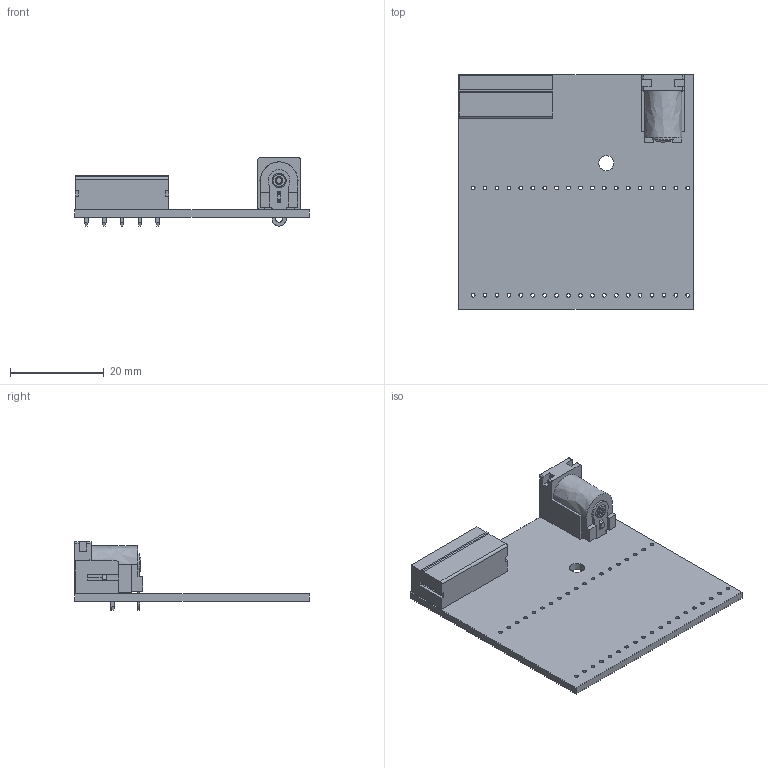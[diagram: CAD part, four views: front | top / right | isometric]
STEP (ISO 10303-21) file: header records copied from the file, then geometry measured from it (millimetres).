
FILE_DESCRIPTION(('KiCad electronic assembly'),'2;1');
FILE_NAME('NodeMCU-32S-RGBWA-LED-driver.step','2022-01-01T23:53:13',( 'Pcbnew'),('Kicad'),'Open CASCADE STEP processor 7.5', 'KiCad to STEP converter','Unknown');
FILE_SCHEMA(('AUTOMOTIVE_DESIGN { 1 0 10303 214 1 1 1 1 }'));
Length unit declared in the file: millimetre
Products named in the file (6): NodeMCU-32S-RGBWA-LED-driver 1; CUI_DEVICES_TBP02R1-381-05BE; SOLID; CUI_DEVICES_PJ-037A; COMPOUND; _autosave-NodeMCU-32S-RGBWA-LED-driver PCB
Assembly tree (5 placements, depth 3):
  NodeMCU-32S-RGBWA-LED-driver 1
    CUI_DEVICES_TBP02R1-381-05BE
      SOLID
    CUI_DEVICES_PJ-037A
      COMPOUND
    _autosave-NodeMCU-32S-RGBWA-LED-driver PCB
Bounding box: 50 x 50.01 x 14.5 mm (x, y, z)
Volume: 5469.3 mm3; surface area: 8219.2 mm2
Topology: 5 solids, 5 shells, 372 faces, 977 edges, 633 vertices
Faces by surface type: bspline 314, cylinder 48, plane 10
Full cylindrical faces by diameter (mm): 0.8 x38, 1.4 x5, 3.2 x1
Entity records: 23760 total; most frequent: CARTESIAN_POINT 9085, B_SPLINE_CURVE_WITH_KNOTS 2180, ORIENTED_EDGE 1952, PCURVE 1952, DEFINITIONAL_REPRESENTATION 1952, EDGE_CURVE 976, SURFACE_CURVE 931, VERTEX_POINT 633
